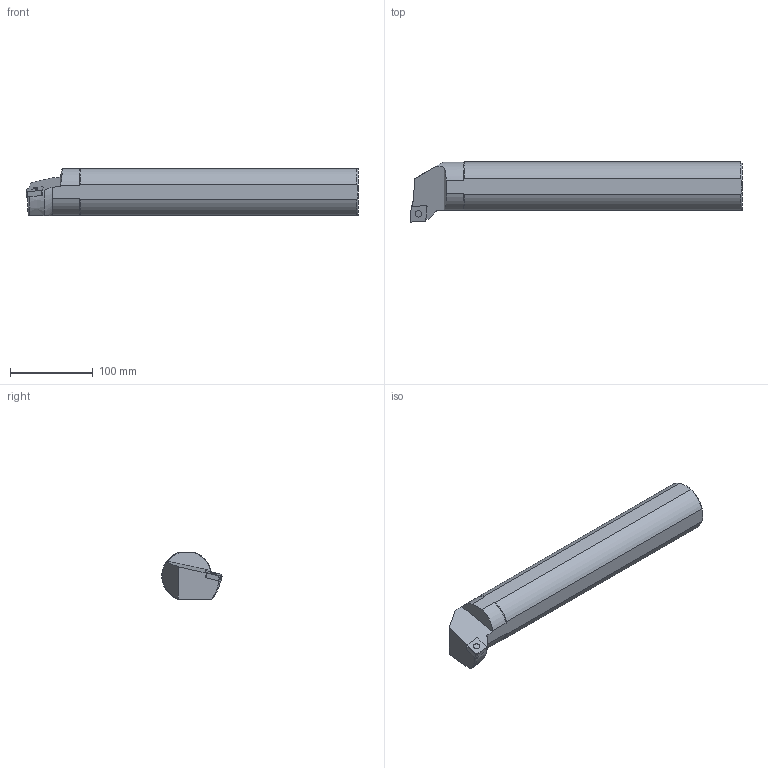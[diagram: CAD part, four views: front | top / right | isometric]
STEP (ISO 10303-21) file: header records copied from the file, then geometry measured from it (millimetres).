
FILE_DESCRIPTION(/* description */ (''),/* implementation_level */ '2;1');
FILE_NAME(/* name */ 'A60VPCLNR19_SIM.stp',/* time_stamp */ '2022-07-15T08:58:37+02:00',/* author */ (''),/* organization */ (''),/* preprocessor_version */ 'ST-DEVELOPER v16.7',/* originating_system */ 'SIEMENS PLM Software NX 12.0',/* authorisation */ '');
FILE_SCHEMA (('AUTOMOTIVE_DESIGN { 1 0 10303 214 3 1 1 1 }'));
Length unit declared in the file: millimetre
Products named in the file (1): model1
Bounding box: 401.85 x 72.74 x 57 mm (x, y, z)
Volume: 1069767.2 mm3; surface area: 80363 mm2
Topology: 2 solids, 2 shells, 41 faces, 109 edges, 72 vertices
Faces by surface type: plane 16, cylinder 11, cone 8, torus 6
Full cylindrical faces by diameter (mm): 7.94 x1
Entity records: 1385 total; most frequent: CARTESIAN_POINT 358, ORIENTED_EDGE 214, DIRECTION 200, EDGE_CURVE 107, AXIS2_PLACEMENT_3D 80, VERTEX_POINT 71, EDGE_LOOP 44, ADVANCED_FACE 41
